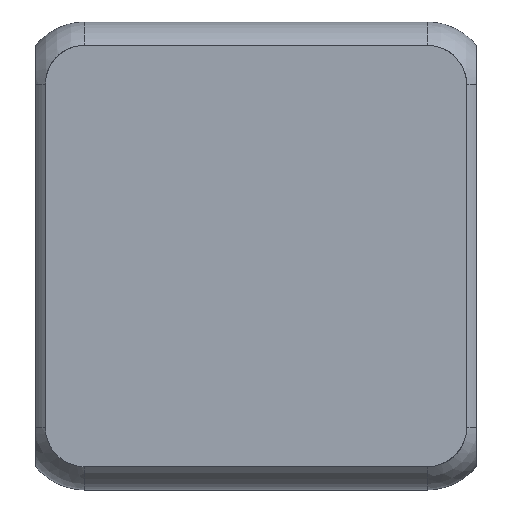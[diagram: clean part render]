
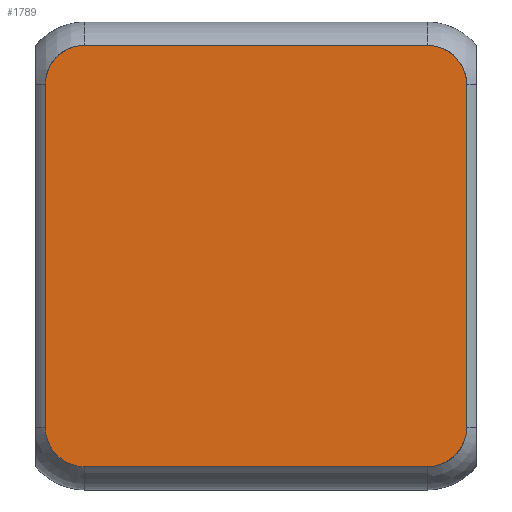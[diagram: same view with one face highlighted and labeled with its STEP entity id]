
A CAD part, left-side view. The second image highlights one B-rep face of the part: STEP entity #1789.
In plain terms, the highlighted planar face has unit normal (-1, 0, 0).
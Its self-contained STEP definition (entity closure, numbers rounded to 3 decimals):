
#1486=CARTESIAN_POINT('Control Point',(-28.245,-22.,-27.)) ;
#1487=CARTESIAN_POINT('Control Point',(-28.245,-23.571,-27.)) ;
#1488=CARTESIAN_POINT('Control Point',(-28.245,-25.143,-26.385)) ;
#1489=CARTESIAN_POINT('Control Point',(-28.245,-26.385,-25.143)) ;
#1490=CARTESIAN_POINT('Control Point',(-28.245,-27.,-23.571)) ;
#1491=CARTESIAN_POINT('Control Point',(-28.245,-27.,-22.)) ;
#1492=CARTESIAN_POINT('Vertex',(-28.245,-22.,-27.)) ;
#1494=CARTESIAN_POINT('Vertex',(-28.245,-27.,-22.)) ;
#1531=CARTESIAN_POINT('Line Origine',(-28.245,0.,-27.)) ;
#1535=CARTESIAN_POINT('Vertex',(-28.245,22.,-27.)) ;
#1571=CARTESIAN_POINT('Control Point',(-28.245,27.,-22.)) ;
#1572=CARTESIAN_POINT('Control Point',(-28.245,27.,-23.571)) ;
#1573=CARTESIAN_POINT('Control Point',(-28.245,26.385,-25.143)) ;
#1574=CARTESIAN_POINT('Control Point',(-28.245,25.143,-26.385)) ;
#1575=CARTESIAN_POINT('Control Point',(-28.245,23.571,-27.)) ;
#1576=CARTESIAN_POINT('Control Point',(-28.245,22.,-27.)) ;
#1577=CARTESIAN_POINT('Vertex',(-28.245,27.,-22.)) ;
#1607=CARTESIAN_POINT('Line Origine',(-28.245,27.,0.)) ;
#1611=CARTESIAN_POINT('Vertex',(-28.245,27.,22.)) ;
#1650=CARTESIAN_POINT('Control Point',(-28.245,22.,27.)) ;
#1651=CARTESIAN_POINT('Control Point',(-28.245,22.65,27.)) ;
#1652=CARTESIAN_POINT('Control Point',(-28.245,23.301,26.894)) ;
#1653=CARTESIAN_POINT('Control Point',(-28.245,23.928,26.683)) ;
#1654=CARTESIAN_POINT('Control Point',(-28.245,25.369,25.914)) ;
#1655=CARTESIAN_POINT('Control Point',(-28.245,26.4,24.65)) ;
#1656=CARTESIAN_POINT('Control Point',(-28.245,26.801,23.782)) ;
#1657=CARTESIAN_POINT('Control Point',(-28.245,27.,22.891)) ;
#1658=CARTESIAN_POINT('Control Point',(-28.245,27.,22.)) ;
#1659=CARTESIAN_POINT('Vertex',(-28.245,22.,27.)) ;
#1731=CARTESIAN_POINT('Line Origine',(-28.245,-27.,0.)) ;
#1735=CARTESIAN_POINT('Vertex',(-28.245,-27.,22.)) ;
#1750=CARTESIAN_POINT('Axis2P3D Location',(-28.245,0.,-0.019)) ;
#1756=CARTESIAN_POINT('Control Point',(-28.245,-22.,27.)) ;
#1757=CARTESIAN_POINT('Control Point',(-28.245,-22.162,27.)) ;
#1758=CARTESIAN_POINT('Control Point',(-28.245,-22.325,26.993)) ;
#1759=CARTESIAN_POINT('Control Point',(-28.245,-22.487,26.98)) ;
#1760=CARTESIAN_POINT('Control Point',(-28.245,-23.294,26.881)) ;
#1761=CARTESIAN_POINT('Control Point',(-28.245,-24.075,26.62)) ;
#1762=CARTESIAN_POINT('Control Point',(-28.245,-24.659,26.31)) ;
#1763=CARTESIAN_POINT('Control Point',(-28.245,-25.569,25.614)) ;
#1764=CARTESIAN_POINT('Control Point',(-28.245,-26.237,24.717)) ;
#1765=CARTESIAN_POINT('Control Point',(-28.245,-26.472,24.307)) ;
#1766=CARTESIAN_POINT('Control Point',(-28.245,-26.774,23.604)) ;
#1767=CARTESIAN_POINT('Control Point',(-28.245,-26.936,22.872)) ;
#1768=CARTESIAN_POINT('Control Point',(-28.245,-26.979,22.581)) ;
#1769=CARTESIAN_POINT('Control Point',(-28.245,-27.,22.291)) ;
#1770=CARTESIAN_POINT('Control Point',(-28.245,-27.,22.)) ;
#1771=CARTESIAN_POINT('Vertex',(-28.245,-22.,27.)) ;
#1774=CARTESIAN_POINT('Line Origine',(-28.245,0.,27.)) ;
#1532=DIRECTION('Vector Direction',(0.,-1.,0.)) ;
#1608=DIRECTION('Vector Direction',(0.,0.,-1.)) ;
#1732=DIRECTION('Vector Direction',(0.,0.,1.)) ;
#1751=DIRECTION('Axis2P3D Direction',(-1.,0.,0.)) ;
#1752=DIRECTION('Axis2P3D XDirection',(0.,1.,0.)) ;
#1775=DIRECTION('Vector Direction',(0.,1.,0.)) ;
#1753=AXIS2_PLACEMENT_3D('Plane Axis2P3D',#1750,#1751,#1752) ;
#1780=ORIENTED_EDGE('',*,*,#1773,.F.) ;
#1781=ORIENTED_EDGE('',*,*,#1778,.T.) ;
#1782=ORIENTED_EDGE('',*,*,#1661,.T.) ;
#1783=ORIENTED_EDGE('',*,*,#1613,.T.) ;
#1784=ORIENTED_EDGE('',*,*,#1579,.T.) ;
#1785=ORIENTED_EDGE('',*,*,#1537,.T.) ;
#1786=ORIENTED_EDGE('',*,*,#1496,.T.) ;
#1787=ORIENTED_EDGE('',*,*,#1737,.T.) ;
#1533=VECTOR('Line Direction',#1532,1.) ;
#1609=VECTOR('Line Direction',#1608,1.) ;
#1733=VECTOR('Line Direction',#1732,1.) ;
#1776=VECTOR('Line Direction',#1775,1.) ;
#1789=ADVANCED_FACE('Body.2',(#1788),#1754,.T.) ;
#1485=B_SPLINE_CURVE_WITH_KNOTS('',5,(#1486,#1487,#1488,#1489,#1490,#1491),.UNSPECIFIED.,.F.,.U.,(6,6),(0.,18.52),.UNSPECIFIED.) ;
#1570=B_SPLINE_CURVE_WITH_KNOTS('',5,(#1571,#1572,#1573,#1574,#1575,#1576),.UNSPECIFIED.,.F.,.U.,(6,6),(0.,18.52),.UNSPECIFIED.) ;
#1649=B_SPLINE_CURVE_WITH_KNOTS('',5,(#1650,#1651,#1652,#1653,#1654,#1655,#1656,#1657,#1658),.UNSPECIFIED.,.F.,.U.,(6,3,6),(0.,6.504,16.103),.UNSPECIFIED.) ;
#1755=B_SPLINE_CURVE_WITH_KNOTS('',5,(#1756,#1757,#1758,#1759,#1760,#1761,#1762,#1763,#1764,#1765,#1766,#1767,#1768,#1769,#1770),.UNSPECIFIED.,.F.,.U.,(6,3,3,3,6),(0.,1.623,8.125,12.963,16.094),.UNSPECIFIED.) ;
#1496=EDGE_CURVE('',#1493,#1495,#1485,.T.) ;
#1537=EDGE_CURVE('',#1536,#1493,#1534,.T.) ;
#1579=EDGE_CURVE('',#1578,#1536,#1570,.T.) ;
#1613=EDGE_CURVE('',#1612,#1578,#1610,.T.) ;
#1661=EDGE_CURVE('',#1660,#1612,#1649,.T.) ;
#1737=EDGE_CURVE('',#1495,#1736,#1734,.T.) ;
#1773=EDGE_CURVE('',#1772,#1736,#1755,.T.) ;
#1778=EDGE_CURVE('',#1772,#1660,#1777,.T.) ;
#1779=EDGE_LOOP('',(#1780,#1781,#1782,#1783,#1784,#1785,#1786,#1787)) ;
#1788=FACE_OUTER_BOUND('',#1779,.T.) ;
#1534=LINE('Line',#1531,#1533) ;
#1610=LINE('Line',#1607,#1609) ;
#1734=LINE('Line',#1731,#1733) ;
#1777=LINE('Line',#1774,#1776) ;
#1754=PLANE('Plane',#1753) ;
#1493=VERTEX_POINT('',#1492) ;
#1495=VERTEX_POINT('',#1494) ;
#1536=VERTEX_POINT('',#1535) ;
#1578=VERTEX_POINT('',#1577) ;
#1612=VERTEX_POINT('',#1611) ;
#1660=VERTEX_POINT('',#1659) ;
#1736=VERTEX_POINT('',#1735) ;
#1772=VERTEX_POINT('',#1771) ;
